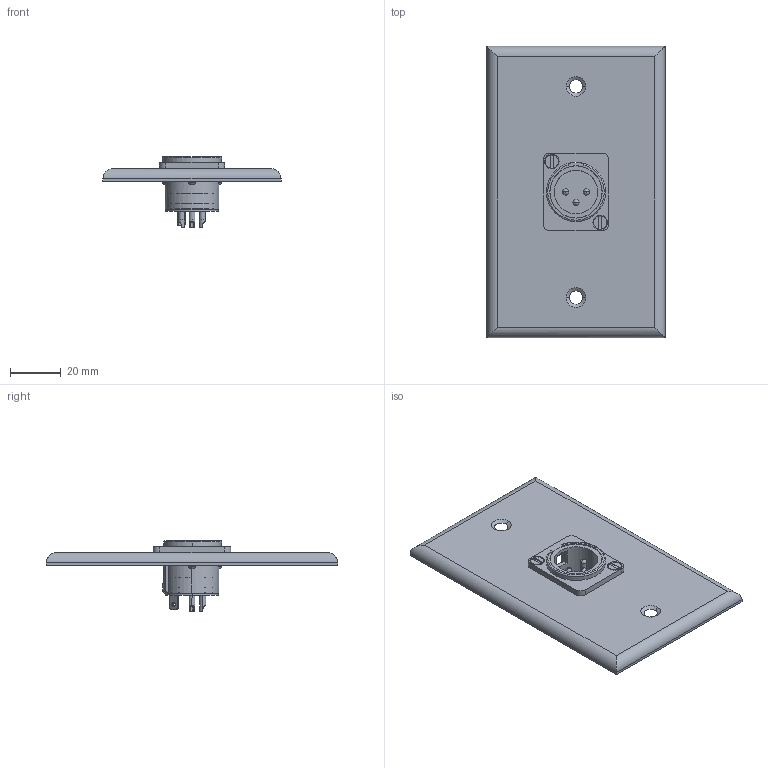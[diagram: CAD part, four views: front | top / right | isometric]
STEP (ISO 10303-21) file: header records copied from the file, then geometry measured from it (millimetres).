
FILE_DESCRIPTION (( 'STEP AP203' ), '1' );
FILE_NAME ('WPXLRM-1.STEP', '2010-07-20T19:24:53', ( 'x' ), ( 'Microsoft' ), 'SwSTEP 2.0', 'SolidWorks 2010', '' );
FILE_SCHEMA (( 'CONFIG_CONTROL_DESIGN' ));
Length unit declared in the file: inch
Products named in the file (5): WPXLRM-1; 3AA01-028_.250" long; 1AA13-046; 1AG02-011; 3AA02-015_4-40 SMALL PATTERN NUT
Assembly tree (6 placements, depth 2):
  WPXLRM-1
    1AG02-011
    3AA01-028_.250" long  x2
    3AA02-015_4-40 SMALL PATTERN NUT  x2
    1AA13-046
Bounding box: 69.85 x 114.3 x 27.71 mm (x, y, z)
Volume: 13478.1 mm3; surface area: 23758.6 mm2
Topology: 6 solids, 7 shells, 206 faces, 513 edges, 329 vertices
Faces by surface type: cylinder 88, plane 76, torus 30, cone 12
Entity records: 6274 total; most frequent: CARTESIAN_POINT 1249, DIRECTION 993, ORIENTED_EDGE 898, EDGE_CURVE 449, AXIS2_PLACEMENT_3D 403, VERTEX_POINT 287, CIRCLE 214, EDGE_LOOP 212
